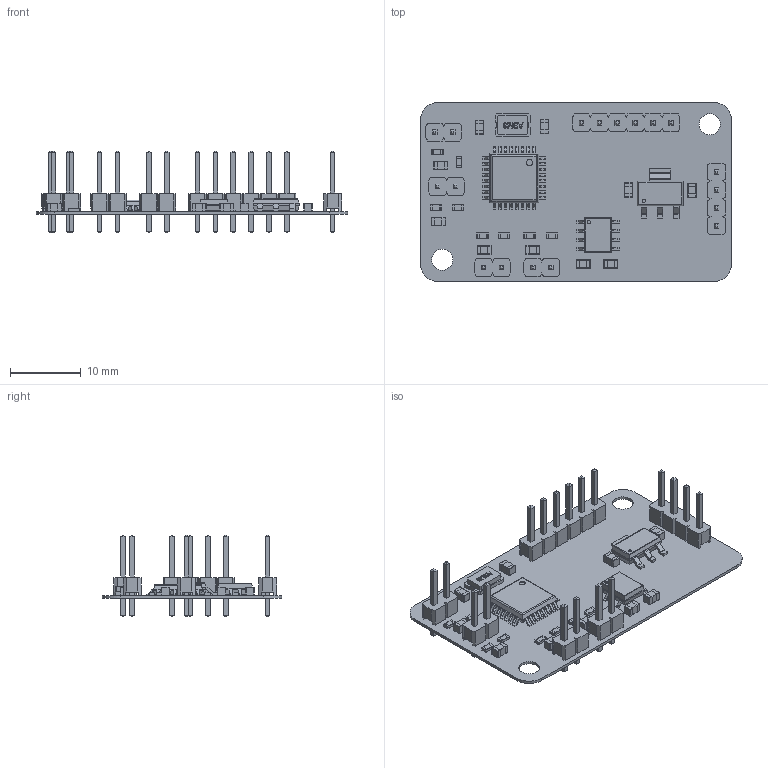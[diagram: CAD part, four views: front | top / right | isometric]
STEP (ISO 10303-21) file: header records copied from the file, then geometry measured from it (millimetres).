
FILE_DESCRIPTION(('Open CASCADE Model'),'2;1');
FILE_NAME('Open CASCADE Shape Model','2021-03-24T22:42:25',('Author'),( 'Open CASCADE'),'Open CASCADE STEP processor 6.8','Open CASCADE 6.8' ,'Unknown');
FILE_SCHEMA(('AUTOMOTIVE_DESIGN { 1 0 10303 214 1 1 1 1 }'));
Length unit declared in the file: millimetre
Products named in the file (85): PCB; Board; Open CASCADE STEP translator 6.8 1.1.1; Y1; ABM3; C10; 6655911904; Terminal; Open_CASCADE_STEP_translator_6.8_4.1.1; Open_CASCADE_STEP_translator_6.8_4.1.2; Mid_Body; Open_CASCADE_STEP_translator_6.8_4.2.1; C9; C8; 6963345488; C7; C6; 6962735184; C5; C4; C3; C2; C1; U3; 6136522224; Body; PinsArrayLR; U2; 6418485408; PinsArrayL; FilletPinR; U1; 5800519296; PinsArrayTB; R8; 6136694384; Open_CASCADE_STEP_translator_6.8_16.2.1; Mark; R7; 6376398304 ...
Assembly tree (111 placements, depth 5):
  PCB
    Board
      Open CASCADE STEP translator 6.8 1.1.1
    Y1
      ABM3
    C10
      6655911904
        Terminal
          Open_CASCADE_STEP_translator_6.8_4.1.1
          Open_CASCADE_STEP_translator_6.8_4.1.2
        Mid_Body
          Open_CASCADE_STEP_translator_6.8_4.2.1
    C9
      6655911904
        Terminal
          Open_CASCADE_STEP_translator_6.8_4.1.1
          Open_CASCADE_STEP_translator_6.8_4.1.2
        Mid_Body
          Open_CASCADE_STEP_translator_6.8_4.2.1
    C8
      6963345488
        Terminal
          Open_CASCADE_STEP_translator_6.8_4.1.1
          Open_CASCADE_STEP_translator_6.8_4.1.2
        Mid_Body
          Open_CASCADE_STEP_translator_6.8_4.2.1
    C7
      6963345488
        Terminal
          Open_CASCADE_STEP_translator_6.8_4.1.1
          Open_CASCADE_STEP_translator_6.8_4.1.2
        Mid_Body
          Open_CASCADE_STEP_translator_6.8_4.2.1
    C6
      6962735184
        Terminal
          Open_CASCADE_STEP_translator_6.8_4.1.1
          Open_CASCADE_STEP_translator_6.8_4.1.2
        Mid_Body
          Open_CASCADE_STEP_translator_6.8_4.2.1
    C5
      6962735184
        Terminal
          Open_CASCADE_STEP_translator_6.8_4.1.1
          Open_CASCADE_STEP_translator_6.8_4.1.2
        Mid_Body
          Open_CASCADE_STEP_translator_6.8_4.2.1
    C4
      6655911904
        Terminal
          Open_CASCADE_STEP_translator_6.8_4.1.1
          Open_CASCADE_STEP_translator_6.8_4.1.2
        Mid_Body
          Open_CASCADE_STEP_translator_6.8_4.2.1
    C3
      6963345488
        Terminal
          Open_CASCADE_STEP_translator_6.8_4.1.1
          Open_CASCADE_STEP_translator_6.8_4.1.2
        Mid_Body
Bounding box: 44.14 x 25.42 x 11.54 mm (x, y, z)
Volume: 953.4 mm3; surface area: 4131.8 mm2
Topology: 135 solids, 135 shells, 2030 faces, 4895 edges, 3066 vertices
Faces by surface type: plane 1539, cylinder 383, sphere 80, bspline 28
Full cylindrical faces by diameter (mm): 0.438 x1, 0.487 x1, 0.875 x1, 0.9 x18, 3 x2
Entity records: 41607 total; most frequent: CARTESIAN_POINT 7851, ORIENTED_EDGE 6042, DIRECTION 6019, EDGE_CURVE 3021, LINE 2503, VECTOR 2503, VERTEX_POINT 1966, AXIS2_PLACEMENT_3D 1758
